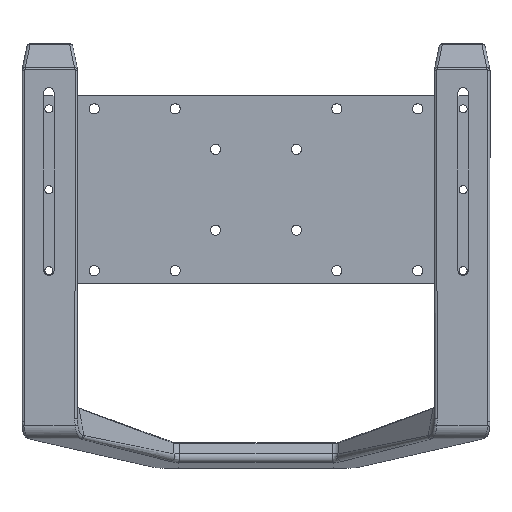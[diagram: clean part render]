
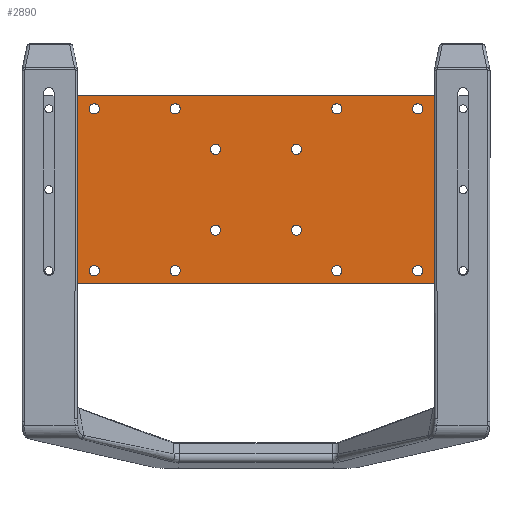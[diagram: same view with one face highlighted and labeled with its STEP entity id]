
A CAD part, top view. The second image highlights one B-rep face of the part: STEP entity #2890.
In plain terms, the highlighted face is planar.
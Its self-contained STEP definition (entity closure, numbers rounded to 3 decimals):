
#178=FACE_BOUND('',#534,.T.);
#179=FACE_BOUND('',#535,.T.);
#180=FACE_BOUND('',#536,.T.);
#181=FACE_BOUND('',#537,.T.);
#182=FACE_BOUND('',#538,.T.);
#183=FACE_BOUND('',#539,.T.);
#184=FACE_BOUND('',#540,.T.);
#185=FACE_BOUND('',#541,.T.);
#186=FACE_BOUND('',#542,.T.);
#187=FACE_BOUND('',#543,.T.);
#188=FACE_BOUND('',#544,.T.);
#189=FACE_BOUND('',#545,.T.);
#236=PLANE('',#3214);
#336=FACE_OUTER_BOUND('',#533,.T.);
#533=EDGE_LOOP('',(#2130,#2131,#2132,#2133));
#534=EDGE_LOOP('',(#2134));
#535=EDGE_LOOP('',(#2135));
#536=EDGE_LOOP('',(#2136));
#537=EDGE_LOOP('',(#2137));
#538=EDGE_LOOP('',(#2138));
#539=EDGE_LOOP('',(#2139));
#540=EDGE_LOOP('',(#2140));
#541=EDGE_LOOP('',(#2141));
#542=EDGE_LOOP('',(#2142));
#543=EDGE_LOOP('',(#2143));
#544=EDGE_LOOP('',(#2144));
#545=EDGE_LOOP('',(#2145));
#747=LINE('',#4484,#919);
#760=LINE('',#4522,#932);
#776=LINE('',#4561,#948);
#777=LINE('',#4563,#949);
#919=VECTOR('',#3674,1000.);
#932=VECTOR('',#3711,1000.);
#948=VECTOR('',#3757,1000.);
#949=VECTOR('',#3760,1000.);
#1085=CIRCLE('',#3134,3.15);
#1087=CIRCLE('',#3137,3.15);
#1089=CIRCLE('',#3140,3.15);
#1091=CIRCLE('',#3143,3.15);
#1093=CIRCLE('',#3146,3.15);
#1095=CIRCLE('',#3149,3.15);
#1097=CIRCLE('',#3152,3.15);
#1099=CIRCLE('',#3155,3.15);
#1101=CIRCLE('',#3158,3.15);
#1103=CIRCLE('',#3161,3.15);
#1105=CIRCLE('',#3164,3.15);
#1107=CIRCLE('',#3167,3.15);
#1247=VERTEX_POINT('',#4353);
#1249=VERTEX_POINT('',#4359);
#1251=VERTEX_POINT('',#4365);
#1253=VERTEX_POINT('',#4371);
#1255=VERTEX_POINT('',#4377);
#1257=VERTEX_POINT('',#4383);
#1259=VERTEX_POINT('',#4389);
#1261=VERTEX_POINT('',#4395);
#1263=VERTEX_POINT('',#4401);
#1265=VERTEX_POINT('',#4407);
#1267=VERTEX_POINT('',#4413);
#1269=VERTEX_POINT('',#4419);
#1292=VERTEX_POINT('',#4477);
#1294=VERTEX_POINT('',#4483);
#1298=VERTEX_POINT('',#4492);
#1304=VERTEX_POINT('',#4513);
#1519=EDGE_CURVE('',#1247,#1247,#1085,.T.);
#1522=EDGE_CURVE('',#1249,#1249,#1087,.T.);
#1525=EDGE_CURVE('',#1251,#1251,#1089,.T.);
#1528=EDGE_CURVE('',#1253,#1253,#1091,.T.);
#1531=EDGE_CURVE('',#1255,#1255,#1093,.T.);
#1534=EDGE_CURVE('',#1257,#1257,#1095,.T.);
#1537=EDGE_CURVE('',#1259,#1259,#1097,.T.);
#1540=EDGE_CURVE('',#1261,#1261,#1099,.T.);
#1543=EDGE_CURVE('',#1263,#1263,#1101,.T.);
#1546=EDGE_CURVE('',#1265,#1265,#1103,.T.);
#1549=EDGE_CURVE('',#1267,#1267,#1105,.T.);
#1552=EDGE_CURVE('',#1269,#1269,#1107,.T.);
#1583=EDGE_CURVE('',#1292,#1294,#747,.T.);
#1602=EDGE_CURVE('',#1298,#1304,#760,.T.);
#1624=EDGE_CURVE('',#1294,#1304,#776,.T.);
#1625=EDGE_CURVE('',#1292,#1298,#777,.T.);
#2130=ORIENTED_EDGE('',*,*,#1602,.F.);
#2131=ORIENTED_EDGE('',*,*,#1625,.F.);
#2132=ORIENTED_EDGE('',*,*,#1583,.T.);
#2133=ORIENTED_EDGE('',*,*,#1624,.T.);
#2134=ORIENTED_EDGE('',*,*,#1519,.F.);
#2135=ORIENTED_EDGE('',*,*,#1522,.F.);
#2136=ORIENTED_EDGE('',*,*,#1525,.F.);
#2137=ORIENTED_EDGE('',*,*,#1528,.F.);
#2138=ORIENTED_EDGE('',*,*,#1531,.F.);
#2139=ORIENTED_EDGE('',*,*,#1534,.F.);
#2140=ORIENTED_EDGE('',*,*,#1537,.F.);
#2141=ORIENTED_EDGE('',*,*,#1540,.F.);
#2142=ORIENTED_EDGE('',*,*,#1543,.F.);
#2143=ORIENTED_EDGE('',*,*,#1546,.F.);
#2144=ORIENTED_EDGE('',*,*,#1549,.F.);
#2145=ORIENTED_EDGE('',*,*,#1552,.F.);
#2890=ADVANCED_FACE('',(#336,#178,#179,#180,#181,#182,#183,#184,#185,#186,
#187,#188,#189),#236,.T.);
#3134=AXIS2_PLACEMENT_3D('',#4354,#3538,#3539);
#3137=AXIS2_PLACEMENT_3D('',#4360,#3545,#3546);
#3140=AXIS2_PLACEMENT_3D('',#4366,#3552,#3553);
#3143=AXIS2_PLACEMENT_3D('',#4372,#3559,#3560);
#3146=AXIS2_PLACEMENT_3D('',#4378,#3566,#3567);
#3149=AXIS2_PLACEMENT_3D('',#4384,#3573,#3574);
#3152=AXIS2_PLACEMENT_3D('',#4390,#3580,#3581);
#3155=AXIS2_PLACEMENT_3D('',#4396,#3587,#3588);
#3158=AXIS2_PLACEMENT_3D('',#4402,#3594,#3595);
#3161=AXIS2_PLACEMENT_3D('',#4408,#3601,#3602);
#3164=AXIS2_PLACEMENT_3D('',#4414,#3608,#3609);
#3167=AXIS2_PLACEMENT_3D('',#4420,#3615,#3616);
#3214=AXIS2_PLACEMENT_3D('',#4562,#3758,#3759);
#3538=DIRECTION('center_axis',(0.,0.,-1.));
#3539=DIRECTION('ref_axis',(-1.,0.,0.));
#3545=DIRECTION('center_axis',(0.,0.,-1.));
#3546=DIRECTION('ref_axis',(-1.,0.,0.));
#3552=DIRECTION('center_axis',(0.,0.,-1.));
#3553=DIRECTION('ref_axis',(-1.,0.,0.));
#3559=DIRECTION('center_axis',(0.,0.,-1.));
#3560=DIRECTION('ref_axis',(-1.,0.,0.));
#3566=DIRECTION('center_axis',(0.,0.,-1.));
#3567=DIRECTION('ref_axis',(-1.,0.,0.));
#3573=DIRECTION('center_axis',(0.,0.,-1.));
#3574=DIRECTION('ref_axis',(-1.,0.,0.));
#3580=DIRECTION('center_axis',(0.,0.,-1.));
#3581=DIRECTION('ref_axis',(-1.,0.,0.));
#3587=DIRECTION('center_axis',(0.,0.,-1.));
#3588=DIRECTION('ref_axis',(-1.,0.,0.));
#3594=DIRECTION('center_axis',(0.,0.,-1.));
#3595=DIRECTION('ref_axis',(-1.,0.,0.));
#3601=DIRECTION('center_axis',(0.,0.,-1.));
#3602=DIRECTION('ref_axis',(-1.,0.,0.));
#3608=DIRECTION('center_axis',(0.,0.,-1.));
#3609=DIRECTION('ref_axis',(-1.,0.,0.));
#3615=DIRECTION('center_axis',(0.,0.,-1.));
#3616=DIRECTION('ref_axis',(-1.,0.,0.));
#3674=DIRECTION('',(1.,0.,0.));
#3711=DIRECTION('',(1.,0.,0.));
#3757=DIRECTION('',(0.,-1.,0.));
#3758=DIRECTION('center_axis',(0.,0.,-1.));
#3759=DIRECTION('ref_axis',(-1.,0.,0.));
#3760=DIRECTION('',(0.,-1.,0.));
#4353=CARTESIAN_POINT('',(187.35,-50.,5.));
#4354=CARTESIAN_POINT('Origin',(190.5,-50.,5.));
#4359=CARTESIAN_POINT('',(237.35,-50.,5.));
#4360=CARTESIAN_POINT('Origin',(240.5,-50.,5.));
#4365=CARTESIAN_POINT('',(237.35,50.,5.));
#4366=CARTESIAN_POINT('Origin',(240.5,50.,5.));
#4371=CARTESIAN_POINT('',(37.35,50.,5.));
#4372=CARTESIAN_POINT('Origin',(40.5,50.,5.));
#4377=CARTESIAN_POINT('',(37.35,-50.,5.));
#4378=CARTESIAN_POINT('Origin',(40.5,-50.,5.));
#4383=CARTESIAN_POINT('',(87.35,-50.,5.));
#4384=CARTESIAN_POINT('Origin',(90.5,-50.,5.));
#4389=CARTESIAN_POINT('',(162.35,-25.,5.));
#4390=CARTESIAN_POINT('Origin',(165.5,-25.,5.));
#4395=CARTESIAN_POINT('',(112.35,-25.,5.));
#4396=CARTESIAN_POINT('Origin',(115.5,-25.,5.));
#4401=CARTESIAN_POINT('',(112.35,25.,5.));
#4402=CARTESIAN_POINT('Origin',(115.5,25.,5.));
#4407=CARTESIAN_POINT('',(162.35,25.,5.));
#4408=CARTESIAN_POINT('Origin',(165.5,25.,5.));
#4413=CARTESIAN_POINT('',(187.35,50.,5.));
#4414=CARTESIAN_POINT('Origin',(190.5,50.,5.));
#4419=CARTESIAN_POINT('',(87.35,50.,5.));
#4420=CARTESIAN_POINT('Origin',(90.5,50.,5.));
#4477=CARTESIAN_POINT('',(25.737,58.,5.));
#4483=CARTESIAN_POINT('',(255.263,58.,5.));
#4484=CARTESIAN_POINT('',(25.,58.,5.));
#4492=CARTESIAN_POINT('',(25.737,-58.,5.));
#4513=CARTESIAN_POINT('',(255.263,-58.,5.));
#4522=CARTESIAN_POINT('',(25.,-58.,5.));
#4561=CARTESIAN_POINT('',(255.263,58.,5.));
#4562=CARTESIAN_POINT('Origin',(25.,58.,5.));
#4563=CARTESIAN_POINT('',(25.737,58.,5.));
